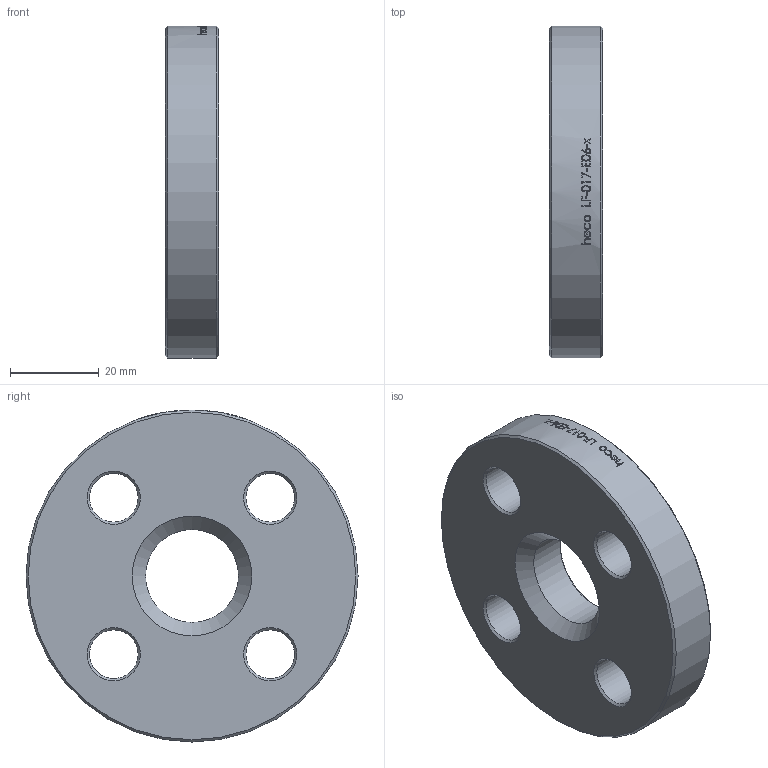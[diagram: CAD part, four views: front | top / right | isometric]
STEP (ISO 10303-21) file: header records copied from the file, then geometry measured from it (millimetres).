
FILE_DESCRIPTION (( 'STEP AP214' ), '1' );
FILE_NAME ('LF-017-E06-x Loser Flansch 2012.STEP', '2020-12-09T13:51:08', ( '' ), ( '' ), 'SwSTEP 2.0', 'SolidWorks 2019', '' );
FILE_SCHEMA (( 'AUTOMOTIVE_DESIGN' ));
Length unit declared in the file: millimetre
Products named in the file (1): LF-017-E06-x Loser Flansch 2012
Bounding box: 12 x 75 x 75 mm (x, y, z)
Volume: 43871.9 mm3; surface area: 12320.6 mm2
Topology: 1 solids, 1 shells, 41 faces, 193 edges, 174 vertices
Faces by surface type: cylinder 27, cone 12, plane 2
Full cylindrical faces by diameter (mm): 11 x4, 21 x1, 75 x1
Entity records: 3523 total; most frequent: CARTESIAN_POINT 1861, ORIENTED_EDGE 332, DIRECTION 228, EDGE_CURVE 166, VERTEX_POINT 166, AXIS2_PLACEMENT_3D 100, EDGE_LOOP 90, B_SPLINE_CURVE_WITH_KNOTS 80
